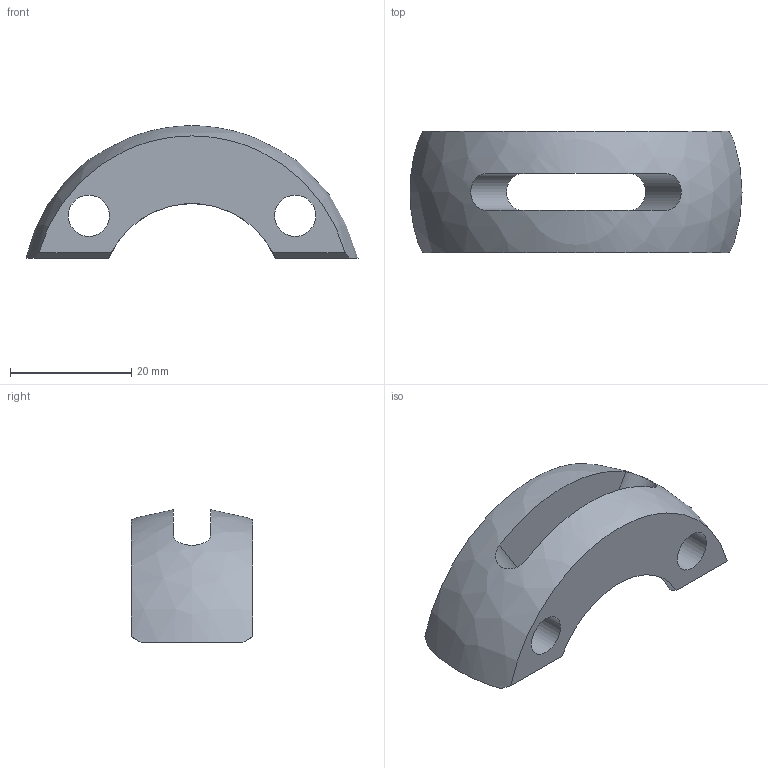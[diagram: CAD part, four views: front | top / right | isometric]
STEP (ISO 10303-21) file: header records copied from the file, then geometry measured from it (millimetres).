
FILE_DESCRIPTION(/* description */ (''),/* implementation_level */ '2;1');
FILE_NAME(/* name */ 'Alan''s Website Files/Magnabend/Magnabend Images/Sector Block - 64 degree slot v15.step',/* time_stamp */ '2019-10-14T01:41:11+11:00',/* author */ (''),/* organization */ (''),/* preprocessor_version */ 'ST-DEVELOPER v18',/* originating_system */ 'Autodesk Translation Framework v8.6.0.1094',/* authorisation */ '');
FILE_SCHEMA (('AUTOMOTIVE_DESIGN { 1 0 10303 214 3 1 1 }'));
Length unit declared in the file: millimetre
Products named in the file (2): Sector Block - 64 degree slot; Component1
Assembly tree (1 placements, depth 2):
  Sector Block - 64 degree slot
    Component1
Bounding box: 54.7 x 20 x 21.83 mm (x, y, z)
Volume: 9199.5 mm3; surface area: 5013.7 mm2
Topology: 1 solids, 1 shells, 18 faces, 54 edges, 36 vertices
Faces by surface type: plane 10, cylinder 6, sphere 2
Full cylindrical faces by diameter (mm): 6.779 x2
Entity records: 715 total; most frequent: DIRECTION 134, CARTESIAN_POINT 112, ORIENTED_EDGE 108, AXIS2_PLACEMENT_3D 58, EDGE_CURVE 54, VERTEX_POINT 36, CIRCLE 32, EDGE_LOOP 22
